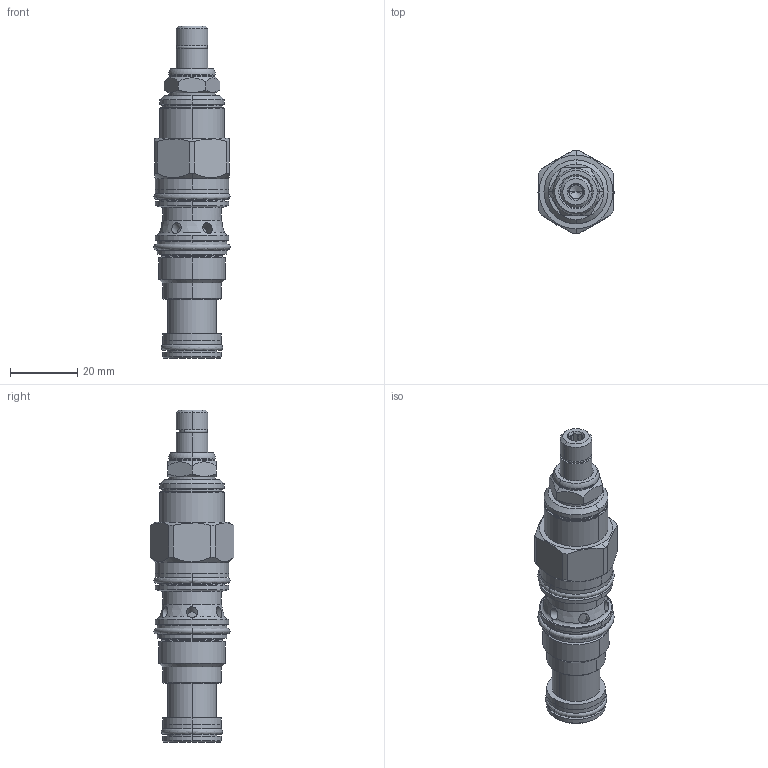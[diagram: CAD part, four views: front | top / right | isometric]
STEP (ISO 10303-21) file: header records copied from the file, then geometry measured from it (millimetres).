
FILE_DESCRIPTION((''),'2;1');
FILE_NAME('DPBC-LAN_PRT','2013-04-10T',('Administrator'),(''),'PRO/ENGINEER BY PARAMETRIC TECHNOLOGY CORPORATION, 2006240','PRO/ENGINEER BY PARAMETRIC TECHNOLOGY CORPORATION, 2006240','');
FILE_SCHEMA(('CONFIG_CONTROL_DESIGN'));
Length unit declared in the file: inch
Products named in the file (1): DPBC-LAN_PRT
Bounding box: 22.55 x 24.84 x 98.42 mm (x, y, z)
Volume: 24521.1 mm3; surface area: 8499.2 mm2
Topology: 4 solids, 4 shells, 211 faces, 497 edges, 304 vertices
Faces by surface type: cylinder 81, plane 53, cone 38, torus 27, revolution 12
Entity records: 8121 total; most frequent: CARTESIAN_POINT 3253, DIRECTION 1038, ORIENTED_EDGE 986, EDGE_CURVE 493, AXIS2_PLACEMENT_3D 434, VERTEX_POINT 304, CIRCLE 235, EDGE_LOOP 231
